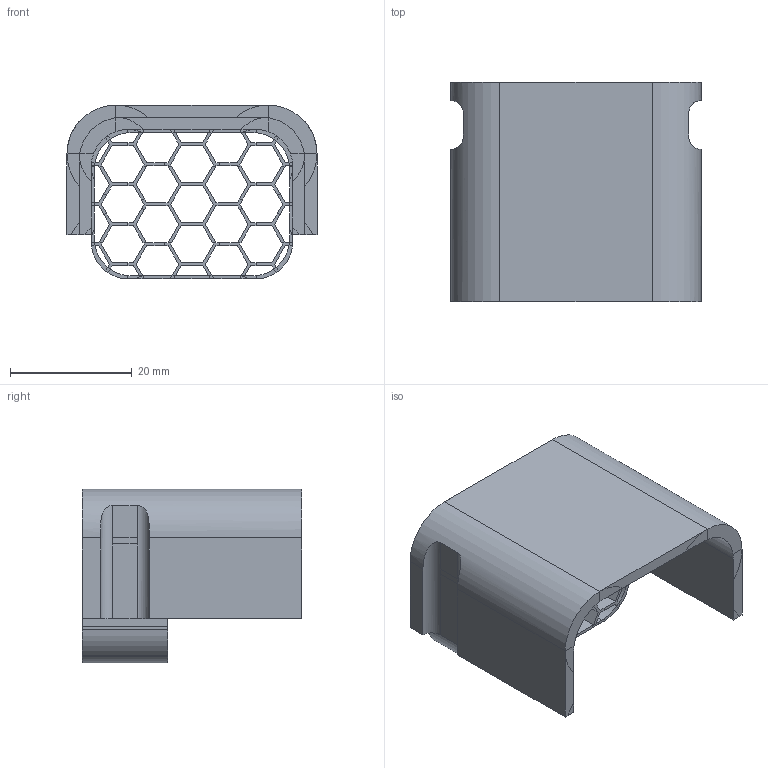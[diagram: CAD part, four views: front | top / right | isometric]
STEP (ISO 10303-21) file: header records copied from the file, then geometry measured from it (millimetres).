
FILE_DESCRIPTION(('FreeCAD Model'),'2;1');
FILE_NAME('Open CASCADE Shape Model','2024-10-12T20:25:32',(''),(''), 'Open CASCADE STEP processor 7.6','FreeCAD','Unknown');
FILE_SCHEMA(('AUTOMOTIVE_DESIGN { 1 0 10303 214 1 1 1 1 }'));
Length unit declared in the file: millimetre
Products named in the file (1): union011
Bounding box: 41 x 36 x 28.5 mm (x, y, z)
Volume: 9276 mm3; surface area: 13242.3 mm2
Topology: 1 solids, 1 shells, 435 faces, 1219 edges, 726 vertices
Faces by surface type: plane 405, cylinder 30
Entity records: 13875 total; most frequent: CARTESIAN_POINT 2541, ORIENTED_EDGE 2438, DIRECTION 2311, EDGE_CURVE 1219, LINE 991, VECTOR 991, VERTEX_POINT 726, AXIS2_PLACEMENT_3D 660
